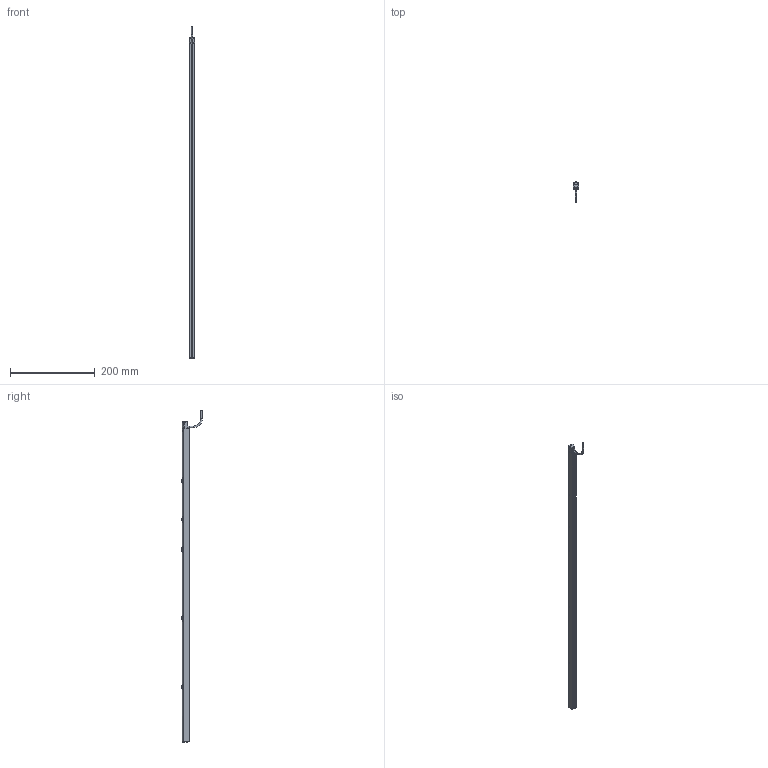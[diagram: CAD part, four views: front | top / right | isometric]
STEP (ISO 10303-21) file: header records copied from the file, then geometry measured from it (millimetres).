
FILE_DESCRIPTION((''),'2;1');
FILE_NAME('223610_ASM','2021-06-08T13:56:58',('PDMAdmin'),('BANNER ENGINEERING'),'CREO PARAMETRIC BY PTC INC, 2019292','CREO PARAMETRIC BY PTC INC, 2019292','');
FILE_SCHEMA(('CONFIG_CONTROL_DESIGN'));
Products named in the file (4): 812485_EP01; TTR_WEB_CABLE_SNUB; 223610_SM01_ASM; 223610_ASM
Assembly tree (3 placements, depth 3):
  223610_ASM
    223610_SM01_ASM
      812485_EP01
      TTR_WEB_CABLE_SNUB
Bounding box: 12 x 49.1 x 783.15 mm (x, y, z)
Volume: 121934.4 mm3; surface area: 54307.5 mm2
Topology: 2 solids, 2 shells, 944 faces, 2533 edges, 1553 vertices
Faces by surface type: bspline 356, plane 278, cylinder 179, cone 63, sphere 22, torus 20, revolution 16, extrusion 10
Entity records: 63487 total; most frequent: CARTESIAN_POINT 43328, ORIENTED_EDGE 5030, DIRECTION 3007, EDGE_CURVE 2515, VERTEX_POINT 1553, B_SPLINE_CURVE_WITH_KNOTS 1213, AXIS2_PLACEMENT_3D 1082, EDGE_LOOP 970
